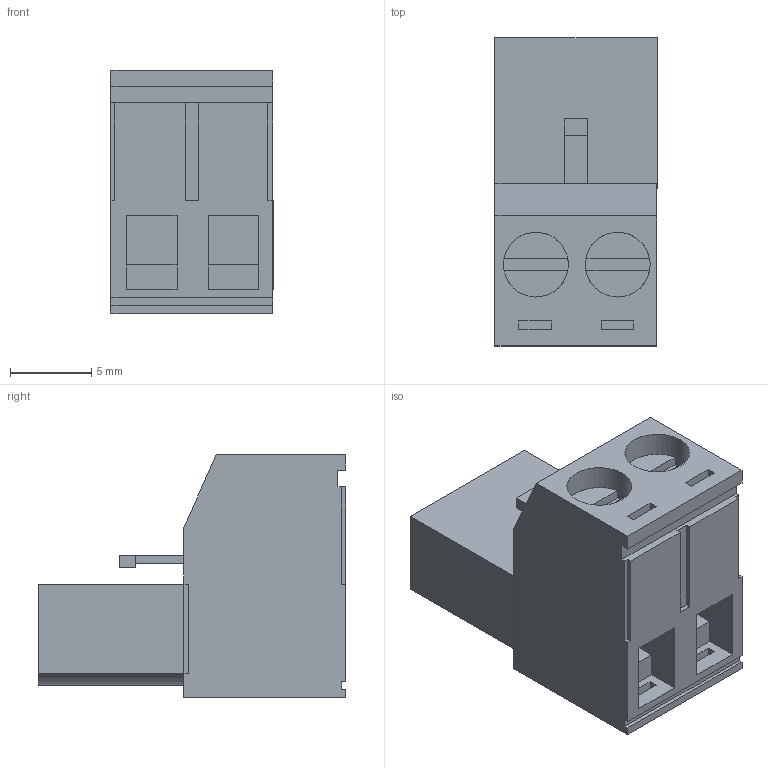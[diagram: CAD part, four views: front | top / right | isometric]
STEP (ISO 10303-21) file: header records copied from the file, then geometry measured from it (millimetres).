
FILE_DESCRIPTION(/* description */ (''),/* implementation_level */ '2;1');
FILE_NAME(/* name */ 'BR8DE2~1',/* time_stamp */ '2019-03-12T09:28:27-03:00',/* author */ (''),/* organization */ (''),/* preprocessor_version */ 'ST-DEVELOPER v14',/* originating_system */ '',/* authorisation */ '');
FILE_SCHEMA (('AUTOMOTIVE_DESIGN'));
Length unit declared in the file: millimetre
Products named in the file (1): Document
Bounding box: 10 x 19 x 15 mm (x, y, z)
Volume: 1734.7 mm3; surface area: 1613.1 mm2
Topology: 5 solids, 5 shells, 121 faces, 294 edges, 194 vertices
Faces by surface type: plane 96, bspline 25
Entity records: 3336 total; most frequent: CARTESIAN_POINT 1334, ORIENTED_EDGE 588, EDGE_CURVE 294, B_SPLINE_CURVE_WITH_KNOTS 208, VERTEX_POINT 194, EDGE_LOOP 136, ADVANCED_FACE 121, FACE_OUTER_BOUND 121
